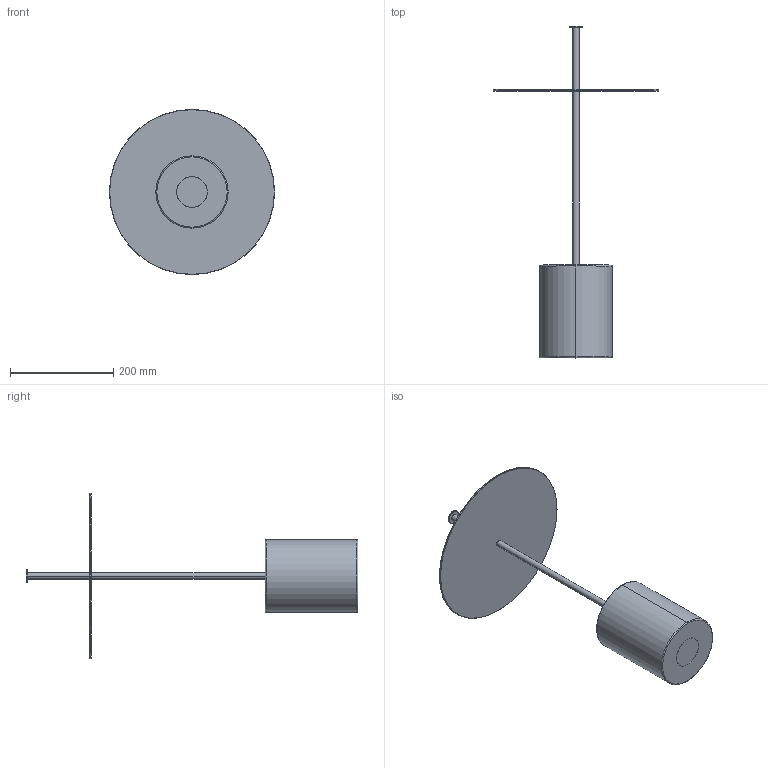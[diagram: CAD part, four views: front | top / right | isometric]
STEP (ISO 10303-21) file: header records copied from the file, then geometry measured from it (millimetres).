
FILE_DESCRIPTION (( 'STEP AP203' ), '1' );
FILE_NAME ('CalibreTable_With handle_20180724.STEP', '2018-07-24T11:48:23', ( '' ), ( '' ), 'SwSTEP 2.0', 'SolidWorks 2012', '' );
FILE_SCHEMA (( 'CONFIG_CONTROL_DESIGN' ));
Length unit declared in the file: millimetre
Products named in the file (1): CalibreTable_With handle_20180724
Bounding box: 320 x 643 x 320 mm (x, y, z)
Volume: 3064203.5 mm3; surface area: 311247.8 mm2
Topology: 5 solids, 5 shells, 41 faces, 76 edges, 46 vertices
Faces by surface type: cylinder 16, torus 14, plane 11
Entity records: 1115 total; most frequent: DIRECTION 220, CARTESIAN_POINT 164, ORIENTED_EDGE 152, AXIS2_PLACEMENT_3D 102, EDGE_CURVE 76, CIRCLE 60, EDGE_LOOP 46, VERTEX_POINT 46
